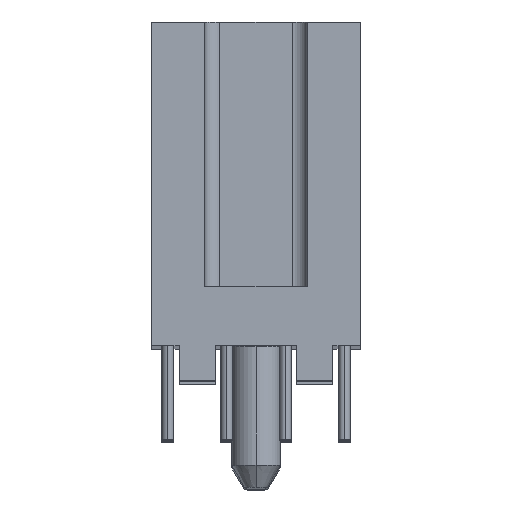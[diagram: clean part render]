
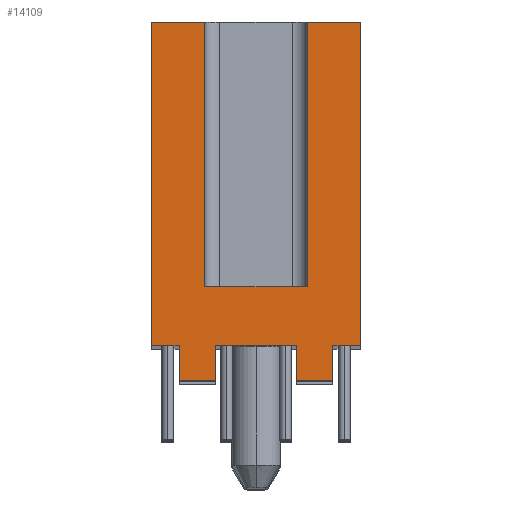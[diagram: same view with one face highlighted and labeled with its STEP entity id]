
A CAD part, top view. The second image highlights one B-rep face of the part: STEP entity #14109.
In plain terms, the highlighted planar face has unit normal (0, 0, 1).
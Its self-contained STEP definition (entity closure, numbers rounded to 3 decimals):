
#412 = LINE ( 'NONE', #20559, #10775 ) ;
#572 = VECTOR ( 'NONE', #12398, 1000. ) ;
#954 = DIRECTION ( 'NONE',  ( 0., 1., 0. ) ) ;
#962 = CARTESIAN_POINT ( 'NONE',  ( 2.205, 2.54, 42.42 ) ) ;
#1327 = LINE ( 'NONE', #12056, #22732 ) ;
#1358 = CARTESIAN_POINT ( 'NONE',  ( -2.205, 2.54, 42.42 ) ) ;
#1930 = EDGE_LOOP ( 'NONE', ( #10787, #13289, #16085, #20915, #21155, #21437, #6649, #26819, #23443, #2930, #27879, #24118, #8008, #3487, #9147, #5990 ) ) ;
#1931 = VERTEX_POINT ( 'NONE', #24869 ) ;
#2067 = LINE ( 'NONE', #962, #24175 ) ;
#2140 = CARTESIAN_POINT ( 'NONE',  ( -4.51, 13.97, 42.42 ) ) ;
#2490 = AXIS2_PLACEMENT_3D ( 'NONE', #9909, #8034, #27822 ) ;
#2752 = EDGE_CURVE ( 'NONE', #7924, #1931, #412, .T. ) ;
#2930 = ORIENTED_EDGE ( 'NONE', *, *, #25107, .F. ) ;
#3174 = CARTESIAN_POINT ( 'NONE',  ( -4.51, 0., 42.42 ) ) ;
#3340 = CARTESIAN_POINT ( 'NONE',  ( 1.76, -1.52, 42.42 ) ) ;
#3487 = ORIENTED_EDGE ( 'NONE', *, *, #12426, .F. ) ;
#3644 = VERTEX_POINT ( 'NONE', #18221 ) ;
#3976 = CARTESIAN_POINT ( 'NONE',  ( -4.51, 13.97, 42.42 ) ) ;
#4486 = DIRECTION ( 'NONE',  ( 0., 1., 0. ) ) ;
#4654 = VERTEX_POINT ( 'NONE', #12785 ) ;
#4733 = EDGE_CURVE ( 'NONE', #23377, #28291, #18910, .T. ) ;
#4758 = CARTESIAN_POINT ( 'NONE',  ( 3.32, 0., 42.42 ) ) ;
#4812 = EDGE_CURVE ( 'NONE', #5051, #9164, #11334, .T. ) ;
#4871 = VECTOR ( 'NONE', #13925, 1000. ) ;
#5015 = VERTEX_POINT ( 'NONE', #4758 ) ;
#5051 = VERTEX_POINT ( 'NONE', #26875 ) ;
#5562 = VECTOR ( 'NONE', #13009, 1000. ) ;
#5990 = ORIENTED_EDGE ( 'NONE', *, *, #24762, .F. ) ;
#6640 = VERTEX_POINT ( 'NONE', #24501 ) ;
#6649 = ORIENTED_EDGE ( 'NONE', *, *, #24687, .T. ) ;
#6708 = DIRECTION ( 'NONE',  ( 0., -1., 0. ) ) ;
#6804 = CARTESIAN_POINT ( 'NONE',  ( 3.32, -31.472, 42.42 ) ) ;
#6872 = CARTESIAN_POINT ( 'NONE',  ( 1.76, -31.472, 42.42 ) ) ;
#7345 = CARTESIAN_POINT ( 'NONE',  ( -4.51, 0., 42.42 ) ) ;
#7654 = DIRECTION ( 'NONE',  ( 1., 0., 0. ) ) ;
#7733 = LINE ( 'NONE', #24474, #13593 ) ;
#7924 = VERTEX_POINT ( 'NONE', #17557 ) ;
#8008 = ORIENTED_EDGE ( 'NONE', *, *, #13784, .T. ) ;
#8034 = DIRECTION ( 'NONE',  ( 0., 0., -1. ) ) ;
#8295 = VERTEX_POINT ( 'NONE', #14966 ) ;
#8795 = CARTESIAN_POINT ( 'NONE',  ( -3.32, -31.472, 42.42 ) ) ;
#9147 = ORIENTED_EDGE ( 'NONE', *, *, #4812, .F. ) ;
#9163 = CARTESIAN_POINT ( 'NONE',  ( -2.205, 2.54, 42.42 ) ) ;
#9164 = VERTEX_POINT ( 'NONE', #9437 ) ;
#9437 = CARTESIAN_POINT ( 'NONE',  ( 4.51, 13.97, 42.42 ) ) ;
#9466 = EDGE_CURVE ( 'NONE', #3644, #8295, #14289, .T. ) ;
#9550 = CARTESIAN_POINT ( 'NONE',  ( -3.32, -1.52, 42.42 ) ) ;
#9666 = VERTEX_POINT ( 'NONE', #1358 ) ;
#9670 = DIRECTION ( 'NONE',  ( 1., 0., 0. ) ) ;
#9909 = CARTESIAN_POINT ( 'NONE',  ( -4.51, 13.97, 42.42 ) ) ;
#10041 = CARTESIAN_POINT ( 'NONE',  ( -4.51, 13.97, 42.42 ) ) ;
#10775 = VECTOR ( 'NONE', #22417, 1000. ) ;
#10787 = ORIENTED_EDGE ( 'NONE', *, *, #25140, .F. ) ;
#11046 = LINE ( 'NONE', #24252, #22105 ) ;
#11334 = LINE ( 'NONE', #10041, #22398 ) ;
#12056 = CARTESIAN_POINT ( 'NONE',  ( -2.205, 2.54, 42.42 ) ) ;
#12398 = DIRECTION ( 'NONE',  ( 1., 0., 0. ) ) ;
#12426 = EDGE_CURVE ( 'NONE', #9164, #24850, #22738, .T. ) ;
#12472 = LINE ( 'NONE', #20659, #23510 ) ;
#12508 = VERTEX_POINT ( 'NONE', #19156 ) ;
#12785 = CARTESIAN_POINT ( 'NONE',  ( 2.205, 2.54, 42.42 ) ) ;
#13009 = DIRECTION ( 'NONE',  ( 0., 1., 0. ) ) ;
#13289 = ORIENTED_EDGE ( 'NONE', *, *, #25345, .T. ) ;
#13593 = VECTOR ( 'NONE', #6708, 1000. ) ;
#13639 = DIRECTION ( 'NONE',  ( 1., 0., 0. ) ) ;
#13710 = EDGE_CURVE ( 'NONE', #12508, #5015, #23878, .T. ) ;
#13784 = EDGE_CURVE ( 'NONE', #5015, #24850, #20721, .T. ) ;
#13925 = DIRECTION ( 'NONE',  ( 1., 0., 0. ) ) ;
#14109 = ADVANCED_FACE ( 'NONE', ( #22073 ), #21308, .F. ) ;
#14289 = LINE ( 'NONE', #7345, #25324 ) ;
#14684 = VERTEX_POINT ( 'NONE', #3340 ) ;
#14690 = CARTESIAN_POINT ( 'NONE',  ( 4.51, 13.97, 42.42 ) ) ;
#14966 = CARTESIAN_POINT ( 'NONE',  ( -3.32, 0., 42.42 ) ) ;
#15250 = LINE ( 'NONE', #8795, #20392 ) ;
#16085 = ORIENTED_EDGE ( 'NONE', *, *, #4733, .F. ) ;
#16462 = DIRECTION ( 'NONE',  ( 0., 1., 0. ) ) ;
#16738 = CARTESIAN_POINT ( 'NONE',  ( 4.51, 0., 42.42 ) ) ;
#16901 = VECTOR ( 'NONE', #19311, 1000. ) ;
#17544 = CARTESIAN_POINT ( 'NONE',  ( -3.32, -1.52, 42.42 ) ) ;
#17557 = CARTESIAN_POINT ( 'NONE',  ( -1.76, 0., 42.42 ) ) ;
#18221 = CARTESIAN_POINT ( 'NONE',  ( -4.51, 0., 42.42 ) ) ;
#18282 = VECTOR ( 'NONE', #24530, 1000. ) ;
#18910 = LINE ( 'NONE', #3976, #572 ) ;
#19156 = CARTESIAN_POINT ( 'NONE',  ( 3.32, -1.52, 42.42 ) ) ;
#19311 = DIRECTION ( 'NONE',  ( 0., -1., 0. ) ) ;
#19624 = VERTEX_POINT ( 'NONE', #17544 ) ;
#20017 = DIRECTION ( 'NONE',  ( 1., 0., 0. ) ) ;
#20392 = VECTOR ( 'NONE', #4486, 1000. ) ;
#20559 = CARTESIAN_POINT ( 'NONE',  ( -4.51, 0., 42.42 ) ) ;
#20659 = CARTESIAN_POINT ( 'NONE',  ( 1.76, -1.52, 42.42 ) ) ;
#20721 = LINE ( 'NONE', #3174, #25910 ) ;
#20915 = ORIENTED_EDGE ( 'NONE', *, *, #26183, .T. ) ;
#21155 = ORIENTED_EDGE ( 'NONE', *, *, #9466, .T. ) ;
#21308 = PLANE ( 'NONE',  #2490 ) ;
#21396 = VECTOR ( 'NONE', #13639, 1000. ) ;
#21437 = ORIENTED_EDGE ( 'NONE', *, *, #24463, .F. ) ;
#21789 = LINE ( 'NONE', #9550, #4871 ) ;
#22073 = FACE_OUTER_BOUND ( 'NONE', #1930, .T. ) ;
#22105 = VECTOR ( 'NONE', #26464, 1000. ) ;
#22398 = VECTOR ( 'NONE', #7654, 1000. ) ;
#22417 = DIRECTION ( 'NONE',  ( 1., 0., 0. ) ) ;
#22530 = CARTESIAN_POINT ( 'NONE',  ( -2.205, 13.97, 42.42 ) ) ;
#22732 = VECTOR ( 'NONE', #954, 1000. ) ;
#22738 = LINE ( 'NONE', #14690, #16901 ) ;
#22872 = DIRECTION ( 'NONE',  ( 1., 0., 0. ) ) ;
#23377 = VERTEX_POINT ( 'NONE', #2140 ) ;
#23398 = EDGE_CURVE ( 'NONE', #6640, #7924, #11046, .T. ) ;
#23443 = ORIENTED_EDGE ( 'NONE', *, *, #2752, .T. ) ;
#23510 = VECTOR ( 'NONE', #22872, 1000. ) ;
#23878 = LINE ( 'NONE', #6804, #5562 ) ;
#24118 = ORIENTED_EDGE ( 'NONE', *, *, #13710, .T. ) ;
#24175 = VECTOR ( 'NONE', #16462, 1000. ) ;
#24252 = CARTESIAN_POINT ( 'NONE',  ( -1.76, -31.472, 42.42 ) ) ;
#24463 = EDGE_CURVE ( 'NONE', #19624, #8295, #15250, .T. ) ;
#24474 = CARTESIAN_POINT ( 'NONE',  ( -4.51, 13.97, 42.42 ) ) ;
#24501 = CARTESIAN_POINT ( 'NONE',  ( -1.76, -1.52, 42.42 ) ) ;
#24530 = DIRECTION ( 'NONE',  ( 0., 1., 0. ) ) ;
#24687 = EDGE_CURVE ( 'NONE', #19624, #6640, #21789, .T. ) ;
#24762 = EDGE_CURVE ( 'NONE', #4654, #5051, #2067, .T. ) ;
#24850 = VERTEX_POINT ( 'NONE', #16738 ) ;
#24858 = LINE ( 'NONE', #6872, #18282 ) ;
#24869 = CARTESIAN_POINT ( 'NONE',  ( 1.76, 0., 42.42 ) ) ;
#25107 = EDGE_CURVE ( 'NONE', #14684, #1931, #24858, .T. ) ;
#25140 = EDGE_CURVE ( 'NONE', #9666, #4654, #27959, .T. ) ;
#25324 = VECTOR ( 'NONE', #9670, 1000. ) ;
#25345 = EDGE_CURVE ( 'NONE', #9666, #28291, #1327, .T. ) ;
#25910 = VECTOR ( 'NONE', #20017, 1000. ) ;
#26183 = EDGE_CURVE ( 'NONE', #23377, #3644, #7733, .T. ) ;
#26464 = DIRECTION ( 'NONE',  ( 0., 1., 0. ) ) ;
#26780 = EDGE_CURVE ( 'NONE', #14684, #12508, #12472, .T. ) ;
#26819 = ORIENTED_EDGE ( 'NONE', *, *, #23398, .T. ) ;
#26875 = CARTESIAN_POINT ( 'NONE',  ( 2.205, 13.97, 42.42 ) ) ;
#27822 = DIRECTION ( 'NONE',  ( -1., 0., 0. ) ) ;
#27879 = ORIENTED_EDGE ( 'NONE', *, *, #26780, .T. ) ;
#27959 = LINE ( 'NONE', #9163, #21396 ) ;
#28291 = VERTEX_POINT ( 'NONE', #22530 ) ;
